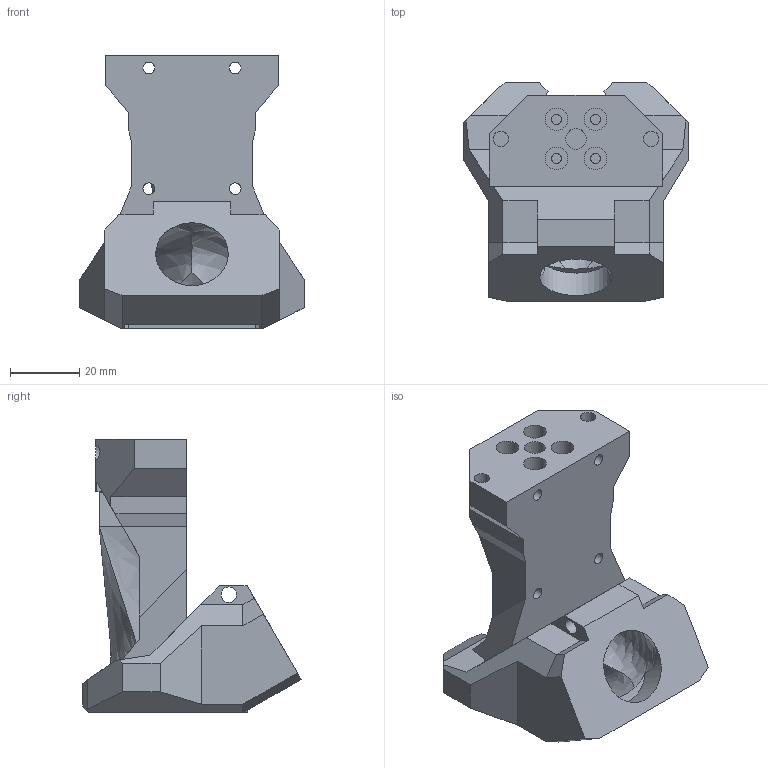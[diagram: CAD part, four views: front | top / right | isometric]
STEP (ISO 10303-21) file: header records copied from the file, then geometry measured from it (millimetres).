
FILE_DESCRIPTION(/* description */ ('STEP AP242 Edition 2','CAx-IF Rec.Pracs.---Representation and Presentation of Product Manufacturing Information (PMI)---4.0---2014-10-13','CAx-IF Rec.Pracs.---3D Tessellated Geometry---0.4---2014-09-14','2;1','CAx-IF Rec.Pracs.---User Defined Attributes---1.5---2016-08-15'),/* implementation_level */ '2;1');
FILE_NAME(/* name */ '6950057b1369e59525f57946',/* time_stamp */ '2025-12-27T16:12:44Z',/* author */ (''),/* organization */ (''),/* preprocessor_version */ 'ST-DEVELOPER v20',/* originating_system */ 'ONSHAPE BY PTC INC, 1.208',/* authorisation */ ' ');
FILE_SCHEMA (('AP242_MANAGED_MODEL_BASED_3D_ENGINEERING_MIM_LF { 1 0 10303 442 3 1 4 }'));
Length unit declared in the file: metre
Products named in the file (3): Part 3; Part 2; Part 1
Bounding box: 64.98 x 63.22 x 79.35 mm (x, y, z)
Volume: 88913.1 mm3; surface area: 32561.6 mm2
Topology: 3 solids, 3 shells, 170 faces, 483 edges, 320 vertices
Faces by surface type: plane 129, cylinder 36, bspline 5
Full cylindrical faces by diameter (mm): 2.9 x4, 3.4 x4, 4.5 x7, 5.5 x2, 6 x1, 6.5 x4
Entity records: 8489 total; most frequent: CARTESIAN_POINT 4122, ORIENTED_EDGE 894, DIRECTION 828, EDGE_CURVE 447, LINE 316, VECTOR 316, VERTEX_POINT 309, AXIS2_PLACEMENT_3D 256
